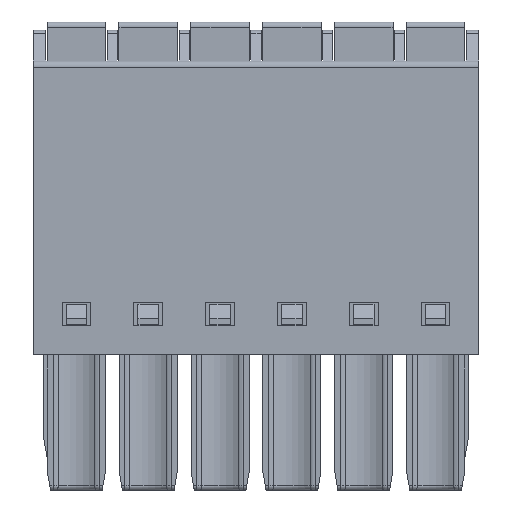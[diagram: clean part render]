
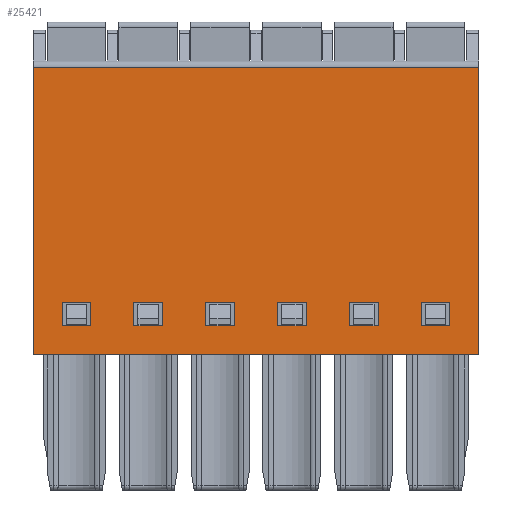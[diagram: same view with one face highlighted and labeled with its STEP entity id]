
A CAD part, front view. The second image highlights one B-rep face of the part: STEP entity #25421.
In plain terms, the highlighted planar face has unit normal (0, -1, 0).
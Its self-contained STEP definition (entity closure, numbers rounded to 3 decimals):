
#72=DIRECTION('',(0.,0.,-1.));
#73=VECTOR('',#72,14.);
#74=CARTESIAN_POINT('',(-2.1,-2.05,-0.3));
#75=LINE('',#74,#73);
#5226=DIRECTION('',(0.,0.,-1.));
#5227=VECTOR('',#5226,1.15);
#5228=CARTESIAN_POINT('',(16.8,-2.05,-11.75));
#5229=LINE('',#5228,#5227);
#5230=DIRECTION('',(1.,0.,0.));
#5231=VECTOR('',#5230,1.4);
#5232=CARTESIAN_POINT('',(16.8,-2.05,-12.9));
#5233=LINE('',#5232,#5231);
#5234=DIRECTION('',(0.,0.,-1.));
#5235=VECTOR('',#5234,1.15);
#5236=CARTESIAN_POINT('',(18.2,-2.05,-11.75));
#5237=LINE('',#5236,#5235);
#5238=DIRECTION('',(1.,0.,0.));
#5239=VECTOR('',#5238,1.4);
#5240=CARTESIAN_POINT('',(16.8,-2.05,-11.75));
#5241=LINE('',#5240,#5239);
#5242=DIRECTION('',(0.,0.,-1.));
#5243=VECTOR('',#5242,1.15);
#5244=CARTESIAN_POINT('',(13.3,-2.05,-11.75));
#5245=LINE('',#5244,#5243);
#5246=DIRECTION('',(1.,0.,0.));
#5247=VECTOR('',#5246,1.4);
#5248=CARTESIAN_POINT('',(13.3,-2.05,-12.9));
#5249=LINE('',#5248,#5247);
#5250=DIRECTION('',(0.,0.,-1.));
#5251=VECTOR('',#5250,1.15);
#5252=CARTESIAN_POINT('',(14.7,-2.05,-11.75));
#5253=LINE('',#5252,#5251);
#5254=DIRECTION('',(1.,0.,0.));
#5255=VECTOR('',#5254,1.4);
#5256=CARTESIAN_POINT('',(13.3,-2.05,-11.75));
#5257=LINE('',#5256,#5255);
#5258=DIRECTION('',(0.,0.,-1.));
#5259=VECTOR('',#5258,1.15);
#5260=CARTESIAN_POINT('',(9.8,-2.05,-11.75));
#5261=LINE('',#5260,#5259);
#5262=DIRECTION('',(1.,0.,0.));
#5263=VECTOR('',#5262,1.4);
#5264=CARTESIAN_POINT('',(9.8,-2.05,-12.9));
#5265=LINE('',#5264,#5263);
#5266=DIRECTION('',(0.,0.,-1.));
#5267=VECTOR('',#5266,1.15);
#5268=CARTESIAN_POINT('',(11.2,-2.05,-11.75));
#5269=LINE('',#5268,#5267);
#5270=DIRECTION('',(1.,0.,0.));
#5271=VECTOR('',#5270,1.4);
#5272=CARTESIAN_POINT('',(9.8,-2.05,-11.75));
#5273=LINE('',#5272,#5271);
#5274=DIRECTION('',(0.,0.,-1.));
#5275=VECTOR('',#5274,1.15);
#5276=CARTESIAN_POINT('',(6.3,-2.05,-11.75));
#5277=LINE('',#5276,#5275);
#5278=DIRECTION('',(1.,0.,0.));
#5279=VECTOR('',#5278,1.4);
#5280=CARTESIAN_POINT('',(6.3,-2.05,-12.9));
#5281=LINE('',#5280,#5279);
#5282=DIRECTION('',(0.,0.,-1.));
#5283=VECTOR('',#5282,1.15);
#5284=CARTESIAN_POINT('',(7.7,-2.05,-11.75));
#5285=LINE('',#5284,#5283);
#5286=DIRECTION('',(1.,0.,0.));
#5287=VECTOR('',#5286,1.4);
#5288=CARTESIAN_POINT('',(6.3,-2.05,-11.75));
#5289=LINE('',#5288,#5287);
#5290=DIRECTION('',(0.,0.,-1.));
#5291=VECTOR('',#5290,1.15);
#5292=CARTESIAN_POINT('',(2.8,-2.05,-11.75));
#5293=LINE('',#5292,#5291);
#5294=DIRECTION('',(1.,0.,0.));
#5295=VECTOR('',#5294,1.4);
#5296=CARTESIAN_POINT('',(2.8,-2.05,-12.9));
#5297=LINE('',#5296,#5295);
#5298=DIRECTION('',(0.,0.,-1.));
#5299=VECTOR('',#5298,1.15);
#5300=CARTESIAN_POINT('',(4.2,-2.05,-11.75));
#5301=LINE('',#5300,#5299);
#5302=DIRECTION('',(1.,0.,0.));
#5303=VECTOR('',#5302,1.4);
#5304=CARTESIAN_POINT('',(2.8,-2.05,-11.75));
#5305=LINE('',#5304,#5303);
#5306=DIRECTION('',(0.,0.,-1.));
#5307=VECTOR('',#5306,1.15);
#5308=CARTESIAN_POINT('',(-0.7,-2.05,-11.75));
#5309=LINE('',#5308,#5307);
#5310=DIRECTION('',(1.,0.,0.));
#5311=VECTOR('',#5310,1.4);
#5312=CARTESIAN_POINT('',(-0.7,-2.05,-12.9));
#5313=LINE('',#5312,#5311);
#5314=DIRECTION('',(0.,0.,-1.));
#5315=VECTOR('',#5314,1.15);
#5316=CARTESIAN_POINT('',(0.7,-2.05,-11.75));
#5317=LINE('',#5316,#5315);
#5318=DIRECTION('',(1.,0.,0.));
#5319=VECTOR('',#5318,1.4);
#5320=CARTESIAN_POINT('',(-0.7,-2.05,-11.75));
#5321=LINE('',#5320,#5319);
#7878=DIRECTION('',(1.,0.,0.));
#7879=VECTOR('',#7878,21.7);
#7880=CARTESIAN_POINT('',(-2.1,-2.05,-14.3));
#7881=LINE('',#7880,#7879);
#7898=DIRECTION('',(0.,0.,-1.));
#7899=VECTOR('',#7898,14.);
#7900=CARTESIAN_POINT('',(19.6,-2.05,-0.3));
#7901=LINE('',#7900,#7899);
#7954=DIRECTION('',(-1.,0.,0.));
#7955=VECTOR('',#7954,21.7);
#7956=CARTESIAN_POINT('',(19.6,-2.05,-0.3));
#7957=LINE('',#7956,#7955);
#13038=CARTESIAN_POINT('',(-0.7,-2.05,-11.75));
#13039=CARTESIAN_POINT('',(-0.7,-2.05,-12.9));
#13040=VERTEX_POINT('',#13038);
#13041=VERTEX_POINT('',#13039);
#13042=CARTESIAN_POINT('',(0.7,-2.05,-11.75));
#13043=CARTESIAN_POINT('',(0.7,-2.05,-12.9));
#13044=VERTEX_POINT('',#13042);
#13045=VERTEX_POINT('',#13043);
#13496=CARTESIAN_POINT('',(-2.1,-2.05,-0.3));
#13497=CARTESIAN_POINT('',(-2.1,-2.05,-14.3));
#13498=VERTEX_POINT('',#13496);
#13499=VERTEX_POINT('',#13497);
#13556=CARTESIAN_POINT('',(2.8,-2.05,-12.9));
#13558=VERTEX_POINT('',#13556);
#13576=CARTESIAN_POINT('',(4.2,-2.05,-12.9));
#13578=VERTEX_POINT('',#13576);
#13624=CARTESIAN_POINT('',(2.8,-2.05,-11.75));
#13625=VERTEX_POINT('',#13624);
#13626=CARTESIAN_POINT('',(4.2,-2.05,-11.75));
#13627=VERTEX_POINT('',#13626);
#13938=CARTESIAN_POINT('',(6.3,-2.05,-12.9));
#13940=VERTEX_POINT('',#13938);
#13958=CARTESIAN_POINT('',(7.7,-2.05,-12.9));
#13960=VERTEX_POINT('',#13958);
#14006=CARTESIAN_POINT('',(6.3,-2.05,-11.75));
#14007=VERTEX_POINT('',#14006);
#14008=CARTESIAN_POINT('',(7.7,-2.05,-11.75));
#14009=VERTEX_POINT('',#14008);
#14320=CARTESIAN_POINT('',(16.8,-2.05,-12.9));
#14322=VERTEX_POINT('',#14320);
#14340=CARTESIAN_POINT('',(18.2,-2.05,-12.9));
#14342=VERTEX_POINT('',#14340);
#14388=CARTESIAN_POINT('',(16.8,-2.05,-11.75));
#14389=VERTEX_POINT('',#14388);
#14390=CARTESIAN_POINT('',(18.2,-2.05,-11.75));
#14391=VERTEX_POINT('',#14390);
#14678=CARTESIAN_POINT('',(19.6,-2.05,-0.3));
#14679=CARTESIAN_POINT('',(19.6,-2.05,-14.3));
#14680=VERTEX_POINT('',#14678);
#14681=VERTEX_POINT('',#14679);
#15298=CARTESIAN_POINT('',(9.8,-2.05,-12.9));
#15300=VERTEX_POINT('',#15298);
#15318=CARTESIAN_POINT('',(11.2,-2.05,-12.9));
#15320=VERTEX_POINT('',#15318);
#15366=CARTESIAN_POINT('',(9.8,-2.05,-11.75));
#15367=VERTEX_POINT('',#15366);
#15368=CARTESIAN_POINT('',(11.2,-2.05,-11.75));
#15369=VERTEX_POINT('',#15368);
#15844=CARTESIAN_POINT('',(13.3,-2.05,-12.9));
#15846=VERTEX_POINT('',#15844);
#15864=CARTESIAN_POINT('',(14.7,-2.05,-12.9));
#15866=VERTEX_POINT('',#15864);
#15912=CARTESIAN_POINT('',(13.3,-2.05,-11.75));
#15913=VERTEX_POINT('',#15912);
#15914=CARTESIAN_POINT('',(14.7,-2.05,-11.75));
#15915=VERTEX_POINT('',#15914);
#25356=CARTESIAN_POINT('',(-1.75,-2.05,0.));
#25357=DIRECTION('',(0.,-1.,0.));
#25358=DIRECTION('',(0.,0.,-1.));
#25359=AXIS2_PLACEMENT_3D('',#25356,#25357,#25358);
#25360=PLANE('',#25359);
#25362=ORIENTED_EDGE('',*,*,#25361,.F.);
#25364=ORIENTED_EDGE('',*,*,#25363,.T.);
#25366=ORIENTED_EDGE('',*,*,#25365,.F.);
#25367=ORIENTED_EDGE('',*,*,#17003,.F.);
#25368=EDGE_LOOP('',(#25362,#25364,#25366,#25367));
#25369=FACE_OUTER_BOUND('',#25368,.F.);
#25370=ORIENTED_EDGE('',*,*,#18059,.T.);
#25372=ORIENTED_EDGE('',*,*,#25371,.T.);
#25373=ORIENTED_EDGE('',*,*,#18114,.F.);
#25374=ORIENTED_EDGE('',*,*,#20292,.F.);
#25375=EDGE_LOOP('',(#25370,#25372,#25373,#25374));
#25376=FACE_BOUND('',#25375,.F.);
#25378=ORIENTED_EDGE('',*,*,#25377,.T.);
#25380=ORIENTED_EDGE('',*,*,#25379,.T.);
#25382=ORIENTED_EDGE('',*,*,#25381,.F.);
#25384=ORIENTED_EDGE('',*,*,#25383,.F.);
#25385=EDGE_LOOP('',(#25378,#25380,#25382,#25384));
#25386=FACE_BOUND('',#25385,.F.);
#25388=ORIENTED_EDGE('',*,*,#25387,.T.);
#25390=ORIENTED_EDGE('',*,*,#25389,.T.);
#25392=ORIENTED_EDGE('',*,*,#25391,.F.);
#25394=ORIENTED_EDGE('',*,*,#25393,.F.);
#25395=EDGE_LOOP('',(#25388,#25390,#25392,#25394));
#25396=FACE_BOUND('',#25395,.F.);
#25398=ORIENTED_EDGE('',*,*,#25397,.T.);
#25400=ORIENTED_EDGE('',*,*,#25399,.T.);
#25402=ORIENTED_EDGE('',*,*,#25401,.F.);
#25404=ORIENTED_EDGE('',*,*,#25403,.F.);
#25405=EDGE_LOOP('',(#25398,#25400,#25402,#25404));
#25406=FACE_BOUND('',#25405,.F.);
#25407=ORIENTED_EDGE('',*,*,#25155,.T.);
#25408=ORIENTED_EDGE('',*,*,#25341,.T.);
#25409=ORIENTED_EDGE('',*,*,#25071,.F.);
#25410=ORIENTED_EDGE('',*,*,#25009,.F.);
#25411=EDGE_LOOP('',(#25407,#25408,#25409,#25410));
#25412=FACE_BOUND('',#25411,.F.);
#25413=ORIENTED_EDGE('',*,*,#17204,.T.);
#25415=ORIENTED_EDGE('',*,*,#25414,.T.);
#25416=ORIENTED_EDGE('',*,*,#18309,.F.);
#25418=ORIENTED_EDGE('',*,*,#25417,.F.);
#25419=EDGE_LOOP('',(#25413,#25415,#25416,#25418));
#25420=FACE_BOUND('',#25419,.F.);
#25421=ADVANCED_FACE('',(#25369,#25376,#25386,#25396,#25406,#25412,#25420),
#25360,.T.);
#17003=EDGE_CURVE('',#13498,#13499,#75,.T.);
#17204=EDGE_CURVE('',#14389,#14322,#5229,.T.);
#18059=EDGE_CURVE('',#15913,#15846,#5245,.T.);
#18114=EDGE_CURVE('',#15915,#15866,#5253,.T.);
#18309=EDGE_CURVE('',#14391,#14342,#5237,.T.);
#20292=EDGE_CURVE('',#15913,#15915,#5257,.T.);
#25009=EDGE_CURVE('',#13040,#13044,#5321,.T.);
#25071=EDGE_CURVE('',#13044,#13045,#5317,.T.);
#25155=EDGE_CURVE('',#13040,#13041,#5309,.T.);
#25341=EDGE_CURVE('',#13041,#13045,#5313,.T.);
#25361=EDGE_CURVE('',#14680,#13498,#7957,.T.);
#25363=EDGE_CURVE('',#14680,#14681,#7901,.T.);
#25365=EDGE_CURVE('',#13499,#14681,#7881,.T.);
#25371=EDGE_CURVE('',#15846,#15866,#5249,.T.);
#25377=EDGE_CURVE('',#15367,#15300,#5261,.T.);
#25379=EDGE_CURVE('',#15300,#15320,#5265,.T.);
#25381=EDGE_CURVE('',#15369,#15320,#5269,.T.);
#25383=EDGE_CURVE('',#15367,#15369,#5273,.T.);
#25387=EDGE_CURVE('',#14007,#13940,#5277,.T.);
#25389=EDGE_CURVE('',#13940,#13960,#5281,.T.);
#25391=EDGE_CURVE('',#14009,#13960,#5285,.T.);
#25393=EDGE_CURVE('',#14007,#14009,#5289,.T.);
#25397=EDGE_CURVE('',#13625,#13558,#5293,.T.);
#25399=EDGE_CURVE('',#13558,#13578,#5297,.T.);
#25401=EDGE_CURVE('',#13627,#13578,#5301,.T.);
#25403=EDGE_CURVE('',#13625,#13627,#5305,.T.);
#25414=EDGE_CURVE('',#14322,#14342,#5233,.T.);
#25417=EDGE_CURVE('',#14389,#14391,#5241,.T.);
